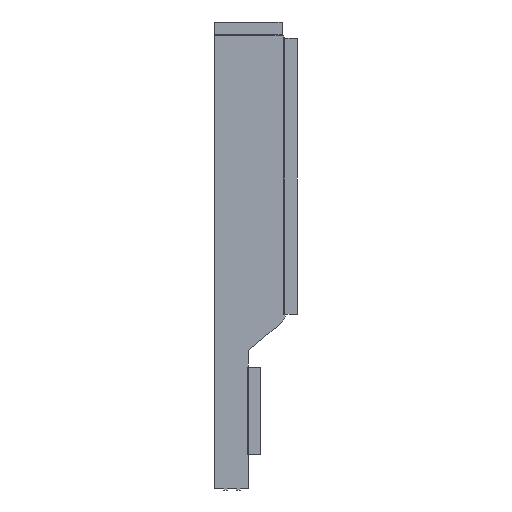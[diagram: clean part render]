
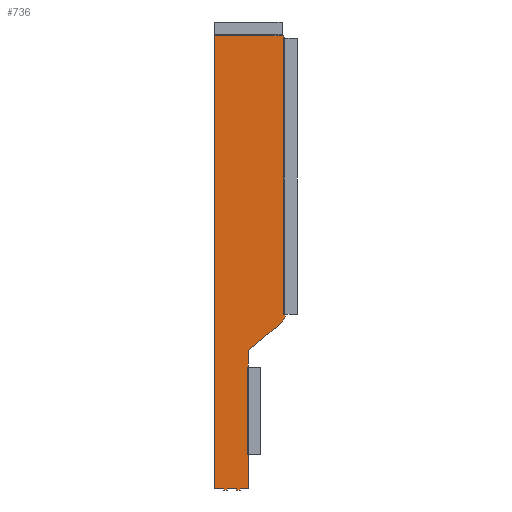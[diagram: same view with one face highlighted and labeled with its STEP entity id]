
A CAD part, left-side view. The second image highlights one B-rep face of the part: STEP entity #736.
In plain terms, the highlighted planar face has unit normal (-1, 0, 0).
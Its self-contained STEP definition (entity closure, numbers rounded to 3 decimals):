
#35=CARTESIAN_POINT('POS5',(-13.716,12.7,331.47));
#36=DIRECTION('DIR5',(1.,0.,0.));
#37=DIRECTION('DIR6',(0.,1.,0.));
#38=AXIS2_PLACEMENT_3D('AXIS1',#35,#36,#37);
#39=PLANE('PLANE1',#38);
#348=CARTESIAN_POINT('POINT25',(-13.716,12.7,331.47));
#349=VERTEX_POINT('VERTEX25',#348);
#356=CARTESIAN_POINT('POINT26',(-13.716,-37.306,
   331.47));
#357=VERTEX_POINT('VERTEX26',#356);
#358=CARTESIAN_POINT('POS45',(-13.716,12.7,331.47));
#359=DIRECTION('DIR55',(0.,-1.,
   0.));
#360=VECTOR('VEC35',#359,1.);
#361=LINE('STRAIGHT35',#358,#360);
#362=EDGE_CURVE('EDGE35',#349,#357,#361,.T.);
#374=CARTESIAN_POINT('POINT27',(-13.716,-37.972,
   331.108));
#375=VERTEX_POINT('VERTEX27',#374);
#382=CARTESIAN_POINT('POINT28',(-13.716,-37.973,
   127.923));
#383=VERTEX_POINT('VERTEX28',#382);
#384=CARTESIAN_POINT('POS48',(-13.716,-37.972,
   331.108));
#385=DIRECTION('DIR58',(0.,0.,
   -1.));
#386=VECTOR('VEC38',#385,1.);
#387=LINE('STRAIGHT38',#384,#386);
#388=EDGE_CURVE('EDGE38',#375,#383,#387,.T.);
#400=CARTESIAN_POINT('POINT29',(-13.716,-11.176,
   89.535));
#401=VERTEX_POINT('VERTEX29',#400);
#408=CARTESIAN_POINT('POINT30',(-13.716,-11.176,
   26.035));
#409=VERTEX_POINT('VERTEX30',#408);
#410=CARTESIAN_POINT('POS51',(-13.716,-11.176,
   26.035));
#411=DIRECTION('DIR61',(0.,0.,1.));
#412=VECTOR('VEC41',#411,1.);
#413=LINE('STRAIGHT41',#410,#412);
#414=EDGE_CURVE('EDGE41',#409,#401,#413,.T.);
#591=CARTESIAN_POINT('POINT37',(-13.716,-12.065,
   26.035));
#592=VERTEX_POINT('VERTEX37',#591);
#593=CARTESIAN_POINT('POS71',(-13.716,
   0.582,26.035));
#594=DIRECTION('DIR84',(0.,1.,0.));
#595=VECTOR('VEC58',#594,1.);
#596=LINE('STRAIGHT58',#593,#595);
#597=EDGE_CURVE('EDGE58',#409,#592,#596,.F.);
#598=ORIENTED_EDGE('COEDGE97',*,*,#597,.F.);
#599=ORIENTED_EDGE('COEDGE98',*,*,#414,.T.);
#600=CARTESIAN_POINT('POINT38',(-13.716,-12.065,
   89.535));
#601=VERTEX_POINT('VERTEX38',#600);
#602=CARTESIAN_POINT('POS72',(-13.716,
   0.582,89.535));
#603=DIRECTION('DIR85',(0.,1.,0.));
#604=VECTOR('VEC59',#603,1.);
#605=LINE('STRAIGHT59',#602,#604);
#606=EDGE_CURVE('EDGE59',#401,#601,#605,.F.);
#607=ORIENTED_EDGE('COEDGE99',*,*,#606,.T.);
#608=CARTESIAN_POINT('POINT39',(-13.716,-12.065,
   101.706));
#609=VERTEX_POINT('VERTEX39',#608);
#610=CARTESIAN_POINT('POS73',(-13.716,-12.065,
   191.32));
#611=DIRECTION('DIR86',(0.,0.,1.));
#612=VECTOR('VEC60',#611,1.);
#613=LINE('STRAIGHT60',#610,#612);
#614=EDGE_CURVE('EDGE60',#609,#601,#613,.F.);
#615=ORIENTED_EDGE('COEDGE100',*,*,#614,.F.);
#616=CARTESIAN_POINT('POINT40',(-13.716,
   -36.004,121.793));
#617=VERTEX_POINT('VERTEX40',#616);
#618=CARTESIAN_POINT('POS74',(-13.716,
   -67.352,148.097));
#619=DIRECTION('DIR87',(0.,-0.766,
   0.643));
#620=VECTOR('VEC61',#619,1.);
#621=LINE('STRAIGHT61',#618,#620);
#622=EDGE_CURVE('EDGE61',#617,#609,#621,.F.);
#623=ORIENTED_EDGE('COEDGE101',*,*,#622,.F.);
#624=CARTESIAN_POINT('POINT41',(-13.716,-38.862,
   127.923));
#625=VERTEX_POINT('VERTEX41',#624);
#626=CARTESIAN_POINT('POS75',(-13.716,-30.861,
   127.923));
#627=DIRECTION('DIR88',(-1.,0.,0.));
#628=DIRECTION('DIR89',(0.,-1.,0.));
#629=AXIS2_PLACEMENT_3D('AXIS14',#626,#627,#628);
#630=CIRCLE('ELLIPSE1',#629,8.001);
#631=EDGE_CURVE('EDGE62',#625,#617,#630,.F.);
#632=ORIENTED_EDGE('COEDGE102',*,*,#631,.F.);
#633=CARTESIAN_POINT('POS76',(-13.716,
   -12.816,127.923));
#634=DIRECTION('DIR90',(0.,1.,0.));
#635=VECTOR('VEC62',#634,1.);
#636=LINE('STRAIGHT62',#633,#635);
#637=EDGE_CURVE('EDGE63',#383,#625,#636,.F.);
#638=ORIENTED_EDGE('COEDGE103',*,*,#637,.F.);
#639=ORIENTED_EDGE('COEDGE104',*,*,#388,.F.);
#640=CARTESIAN_POINT('POS77',(-13.716,-36.551,329.286))
   ;
#641=DIRECTION('DIR91',(1.,0.,0.));
#642=DIRECTION('DIR92',(0.,0.,1.));
#643=AXIS2_PLACEMENT_3D('AXIS15',#640,#641,#642);
#644=CIRCLE('ELLIPSE2',#643,2.311);
#645=EDGE_CURVE('EDGE64',#357,#375,#644,.T.);
#646=ORIENTED_EDGE('COEDGE105',*,*,#645,.F.);
#647=ORIENTED_EDGE('COEDGE106',*,*,#362,.F.);
#648=CARTESIAN_POINT('POINT42',(-13.716,12.7,
   0.635));
#649=VERTEX_POINT('VERTEX42',#648);
#650=CARTESIAN_POINT('POS78',(-13.716,12.7,
   331.65));
#651=DIRECTION('DIR93',(0.,0.,1.));
#652=VECTOR('VEC63',#651,1.);
#653=LINE('STRAIGHT63',#650,#652);
#654=EDGE_CURVE('EDGE65',#649,#349,#653,.T.);
#655=ORIENTED_EDGE('COEDGE107',*,*,#654,.F.);
#656=CARTESIAN_POINT('POINT43',(-13.716,
   6.096,0.635));
#657=VERTEX_POINT('VERTEX43',#656);
#658=CARTESIAN_POINT('POS79',(-13.716,11.049,
   0.635));
#659=DIRECTION('DIR94',(0.,1.,0.));
#660=VECTOR('VEC64',#659,1.);
#661=LINE('STRAIGHT64',#658,#660);
#662=EDGE_CURVE('EDGE66',#657,#649,#661,.T.);
#663=ORIENTED_EDGE('COEDGE108',*,*,#662,.F.);
#664=CARTESIAN_POINT('POINT44',(-13.716,
   6.096,-0.127));
#665=VERTEX_POINT('VERTEX44',#664);
#666=CARTESIAN_POINT('POS80',(-13.716,
   6.096,165.862));
#667=DIRECTION('DIR95',(0.,0.,1.));
#668=VECTOR('VEC65',#667,1.);
#669=LINE('STRAIGHT65',#666,#668);
#670=EDGE_CURVE('EDGE67',#665,#657,#669,.T.);
#671=ORIENTED_EDGE('COEDGE109',*,*,#670,.F.);
#672=CARTESIAN_POINT('POINT45',(-13.716,3.302,
   -0.127));
#673=VERTEX_POINT('VERTEX45',#672);
#674=CARTESIAN_POINT('POS81',(-13.716,8.7,
   -0.127));
#675=DIRECTION('DIR96',(0.,1.,0.));
#676=VECTOR('VEC66',#675,1.);
#677=LINE('STRAIGHT66',#674,#676);
#678=EDGE_CURVE('EDGE68',#673,#665,#677,.T.);
#679=ORIENTED_EDGE('COEDGE110',*,*,#678,.F.);
#680=CARTESIAN_POINT('POINT46',(-13.716,3.302,
   0.635));
#681=VERTEX_POINT('VERTEX46',#680);
#682=CARTESIAN_POINT('POS82',(-13.716,3.302,
   165.862));
#683=DIRECTION('DIR97',(0.,0.,-1.));
#684=VECTOR('VEC67',#683,1.);
#685=LINE('STRAIGHT67',#682,#684);
#686=EDGE_CURVE('EDGE69',#681,#673,#685,.T.);
#687=ORIENTED_EDGE('COEDGE111',*,*,#686,.F.);
#688=CARTESIAN_POINT('POINT47',(-13.716,-3.302,
   0.635));
#689=VERTEX_POINT('VERTEX47',#688);
#690=CARTESIAN_POINT('POS83',(-13.716,6.35,
   0.635));
#691=DIRECTION('DIR98',(0.,1.,0.));
#692=VECTOR('VEC68',#691,1.);
#693=LINE('STRAIGHT68',#690,#692);
#694=EDGE_CURVE('EDGE70',#689,#681,#693,.T.);
#695=ORIENTED_EDGE('COEDGE112',*,*,#694,.F.);
#696=CARTESIAN_POINT('POINT48',(-13.716,-3.302,
   -0.127));
#697=VERTEX_POINT('VERTEX48',#696);
#698=CARTESIAN_POINT('POS84',(-13.716,-3.302,
   165.862));
#699=DIRECTION('DIR99',(0.,0.,1.));
#700=VECTOR('VEC69',#699,1.);
#701=LINE('STRAIGHT69',#698,#700);
#702=EDGE_CURVE('EDGE71',#697,#689,#701,.T.);
#703=ORIENTED_EDGE('COEDGE113',*,*,#702,.F.);
#704=CARTESIAN_POINT('POINT49',(-13.716,-6.096,
   -0.127));
#705=VERTEX_POINT('VERTEX49',#704);
#706=CARTESIAN_POINT('POS85',(-13.716,4.001,
   -0.127));
#707=DIRECTION('DIR100',(0.,1.,0.));
#708=VECTOR('VEC70',#707,1.);
#709=LINE('STRAIGHT70',#706,#708);
#710=EDGE_CURVE('EDGE72',#705,#697,#709,.T.);
#711=ORIENTED_EDGE('COEDGE114',*,*,#710,.F.);
#712=CARTESIAN_POINT('POINT50',(-13.716,-6.096,
   0.635));
#713=VERTEX_POINT('VERTEX50',#712);
#714=CARTESIAN_POINT('POS86',(-13.716,-6.096,
   165.862));
#715=DIRECTION('DIR101',(0.,0.,-1.));
#716=VECTOR('VEC71',#715,1.);
#717=LINE('STRAIGHT71',#714,#716);
#718=EDGE_CURVE('EDGE73',#713,#705,#717,.T.);
#719=ORIENTED_EDGE('COEDGE115',*,*,#718,.F.);
#720=CARTESIAN_POINT('POINT51',(-13.716,-12.065,
   0.635));
#721=VERTEX_POINT('VERTEX51',#720);
#722=CARTESIAN_POINT('POS87',(-13.716,1.81,
   0.635));
#723=DIRECTION('DIR102',(0.,1.,0.));
#724=VECTOR('VEC72',#723,1.);
#725=LINE('STRAIGHT72',#722,#724);
#726=EDGE_CURVE('EDGE74',#721,#713,#725,.T.);
#727=ORIENTED_EDGE('COEDGE116',*,*,#726,.F.);
#728=CARTESIAN_POINT('POS88',(-13.716,-12.065,
   191.32));
#729=DIRECTION('DIR103',(0.,0.,1.));
#730=VECTOR('VEC73',#729,1.);
#731=LINE('STRAIGHT73',#728,#730);
#732=EDGE_CURVE('EDGE75',#592,#721,#731,.F.);
#733=ORIENTED_EDGE('COEDGE117',*,*,#732,.F.);
#734=EDGE_LOOP('NONE',(#598,#599,#607,#615,#623,#632,#638,#639,#646,#647
   ,#655,#663,#671,#679,#687,#695,#703,#711,#719,#727,#733));
#735=FACE_BOUND('LOOP1',#734,.T.);
#736=ADVANCED_FACE('FACE25',(#735),#39,.F.);
